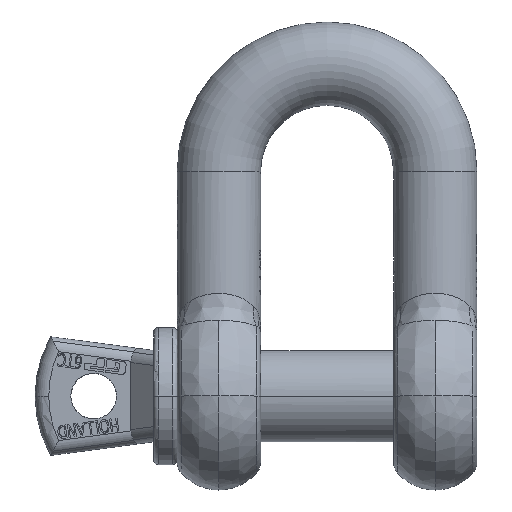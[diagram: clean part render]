
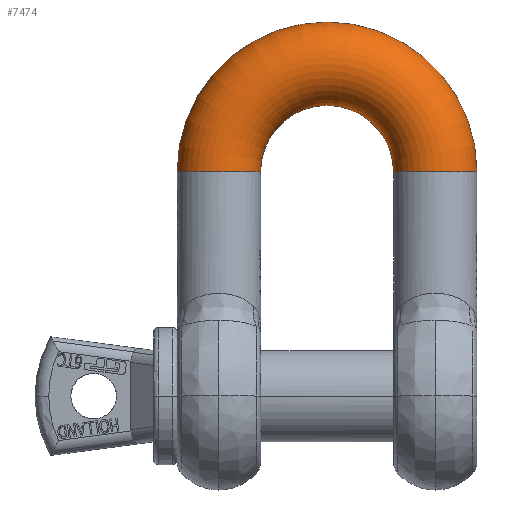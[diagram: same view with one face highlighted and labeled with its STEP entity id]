
A CAD part, top view. The second image highlights one B-rep face of the part: STEP entity #7474.
In plain terms, the highlighted toroidal (fillet/blend) face has major radius 41.5 mm and minor radius 16 mm.
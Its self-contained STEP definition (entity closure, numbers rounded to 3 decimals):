
#3753=AXIS2_PLACEMENT_3D('Circle Axis2P3D',#3751,#3752,$) ;
#5878=AXIS2_PLACEMENT_3D('Circle Axis2P3D',#5876,#5877,$) ;
#5892=AXIS2_PLACEMENT_3D('Circle Axis2P3D',#5890,#5891,$) ;
#7461=AXIS2_PLACEMENT_3D('Torus Axis2P3D',#7458,#7459,#7460) ;
#7465=AXIS2_PLACEMENT_3D('Circle Axis2P3D',#7463,#7464,$) ;
#2229=CARTESIAN_POINT('Vertex',(57.5,86.,0.)) ;
#2823=CARTESIAN_POINT('Vertex',(25.5,86.,0.)) ;
#3751=CARTESIAN_POINT('Axis2P3D Location',(41.5,86.,0.)) ;
#5876=CARTESIAN_POINT('Axis2P3D Location',(0.,86.,0.)) ;
#5880=CARTESIAN_POINT('Vertex',(-25.5,86.,0.)) ;
#5887=CARTESIAN_POINT('Vertex',(-57.5,86.,0.)) ;
#5890=CARTESIAN_POINT('Axis2P3D Location',(0.,86.,0.)) ;
#7458=CARTESIAN_POINT('Axis2P3D Location',(0.,86.,0.)) ;
#7463=CARTESIAN_POINT('Axis2P3D Location',(-41.5,86.,0.)) ;
#3752=DIRECTION('Axis2P3D Direction',(0.,-1.,0.)) ;
#5877=DIRECTION('Axis2P3D Direction',(0.,0.,-1.)) ;
#5891=DIRECTION('Axis2P3D Direction',(0.,0.,-1.)) ;
#7459=DIRECTION('Axis2P3D Direction',(0.,0.,-1.)) ;
#7460=DIRECTION('Axis2P3D XDirection',(-1.,0.,0.)) ;
#7464=DIRECTION('Axis2P3D Direction',(0.,-1.,0.)) ;
#7469=ORIENTED_EDGE('',*,*,#5894,.F.) ;
#7470=ORIENTED_EDGE('',*,*,#7467,.F.) ;
#7471=ORIENTED_EDGE('',*,*,#5882,.F.) ;
#7472=ORIENTED_EDGE('',*,*,#3755,.T.) ;
#7474=ADVANCED_FACE('',(#7473),#7462,.T.) ;
#3754=CIRCLE('generated circle',#3753,16.) ;
#5879=CIRCLE('generated circle',#5878,25.5) ;
#5893=CIRCLE('generated circle',#5892,57.5) ;
#7466=CIRCLE('generated circle',#7465,16.) ;
#7462=TOROIDAL_SURFACE('homeo Torus',#7461,41.5,16.) ;
#3755=EDGE_CURVE('',#2824,#2230,#3754,.F.) ;
#5882=EDGE_CURVE('',#2824,#5881,#5879,.F.) ;
#5894=EDGE_CURVE('',#5888,#2230,#5893,.T.) ;
#7467=EDGE_CURVE('',#5881,#5888,#7466,.T.) ;
#7468=EDGE_LOOP('',(#7469,#7470,#7471,#7472)) ;
#7473=FACE_OUTER_BOUND('',#7468,.T.) ;
#2230=VERTEX_POINT('',#2229) ;
#2824=VERTEX_POINT('',#2823) ;
#5881=VERTEX_POINT('',#5880) ;
#5888=VERTEX_POINT('',#5887) ;
